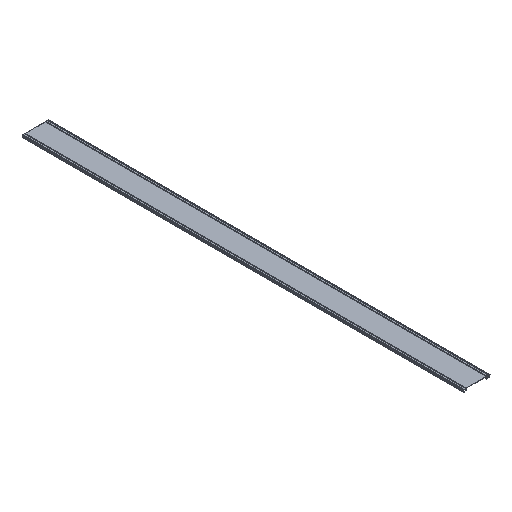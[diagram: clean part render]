
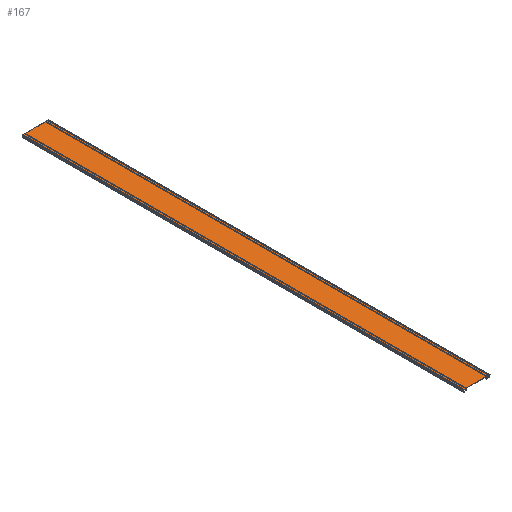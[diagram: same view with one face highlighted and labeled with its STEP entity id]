
A CAD part, isometric view. The second image highlights one B-rep face of the part: STEP entity #167.
In plain terms, the highlighted planar face has unit normal (0, 0, 1).
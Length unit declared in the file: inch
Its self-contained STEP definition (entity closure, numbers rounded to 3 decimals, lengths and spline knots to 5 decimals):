
#125=PLANE('',#1000);
#167=ADVANCED_FACE('',(#235),#125,.F.);
#235=FACE_OUTER_BOUND('',#277,.T.);
#277=EDGE_LOOP('',(#488,#489,#490,#491));
#488=ORIENTED_EDGE('',*,*,#768,.T.);
#489=ORIENTED_EDGE('',*,*,#770,.T.);
#490=ORIENTED_EDGE('',*,*,#652,.F.);
#491=ORIENTED_EDGE('',*,*,#771,.F.);
#572=VERTEX_POINT('',#1263);
#573=VERTEX_POINT('',#1264);
#650=VERTEX_POINT('',#1494);
#651=VERTEX_POINT('',#1496);
#652=EDGE_CURVE('',#572,#573,#772,.T.);
#768=EDGE_CURVE('',#651,#650,#837,.T.);
#770=EDGE_CURVE('',#650,#573,#838,.T.);
#771=EDGE_CURVE('',#651,#572,#839,.T.);
#772=LINE('',#1262,#840);
#837=LINE('',#1495,#905);
#838=LINE('',#1499,#906);
#839=LINE('',#1500,#907);
#840=VECTOR('',#1005,1.);
#905=VECTOR('',#1248,1.);
#906=VECTOR('',#1253,1.);
#907=VECTOR('',#1254,1.);
#1000=AXIS2_PLACEMENT_3D('',#1501,#1255,#1256);
#1005=DIRECTION('',(0.,-1.,0.));
#1248=DIRECTION('',(0.,-1.,0.));
#1253=DIRECTION('',(1.,0.,0.));
#1254=DIRECTION('',(1.,0.,0.));
#1255=DIRECTION('',(0.,0.,-1.));
#1256=DIRECTION('',(-1.,0.,0.));
#1262=CARTESIAN_POINT('',(4.32608,11.,2.14897));
#1263=CARTESIAN_POINT('',(4.32608,11.,2.14897));
#1264=CARTESIAN_POINT('',(4.32608,-61.,2.14897));
#1494=CARTESIAN_POINT('',(0.00458,-61.,2.14897));
#1495=CARTESIAN_POINT('',(0.00458,11.,2.14897));
#1496=CARTESIAN_POINT('',(0.00458,11.,2.14897));
#1499=CARTESIAN_POINT('',(0.00458,-61.,2.14897));
#1500=CARTESIAN_POINT('',(0.00458,11.,2.14897));
#1501=CARTESIAN_POINT('',(0.00458,11.,2.14897));
